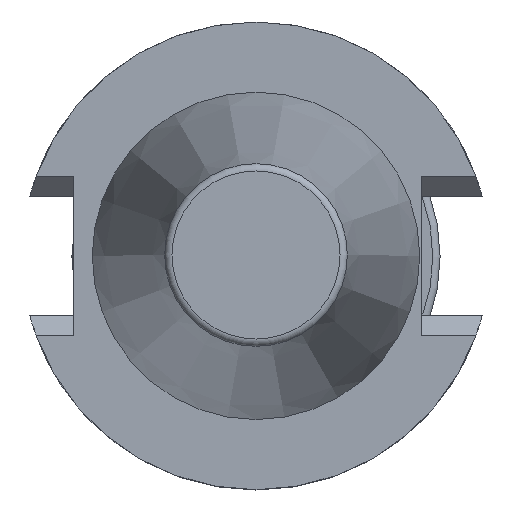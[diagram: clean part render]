
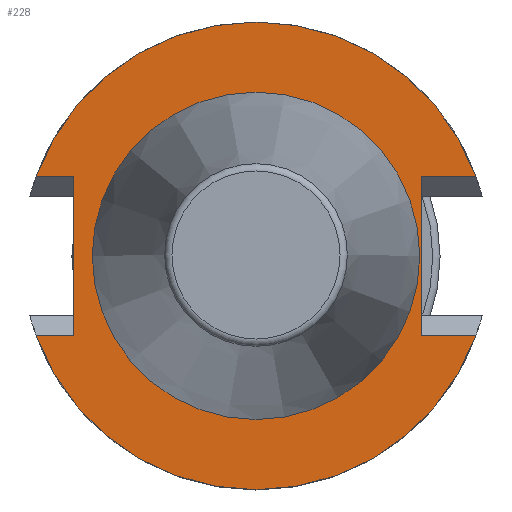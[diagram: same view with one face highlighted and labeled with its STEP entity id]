
A CAD part, top view. The second image highlights one B-rep face of the part: STEP entity #228.
In plain terms, the highlighted planar face has unit normal (0, 0, 1).
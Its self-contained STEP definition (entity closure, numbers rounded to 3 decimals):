
#50=PLANE('',#818);
#107=LINE('',#1240,#152);
#110=LINE('',#1245,#155);
#112=LINE('',#1249,#157);
#113=LINE('',#1251,#158);
#124=LINE('',#1272,#169);
#125=LINE('',#1274,#170);
#152=VECTOR('',#974,1.);
#155=VECTOR('',#979,1.);
#157=VECTOR('',#983,1.);
#158=VECTOR('',#986,1.);
#169=VECTOR('',#1005,1.);
#170=VECTOR('',#1008,1.);
#228=ADVANCED_FACE('CU_FL_SU_5',(#263,#264),#50,.F.);
#263=FACE_BOUND('',#322,.T.);
#264=FACE_BOUND('',#323,.T.);
#322=EDGE_LOOP('',(#499));
#323=EDGE_LOOP('',(#500,#501,#502,#503,#504,#505,#506,#507));
#499=ORIENTED_EDGE('',*,*,#682,.F.);
#500=ORIENTED_EDGE('',*,*,#680,.T.);
#501=ORIENTED_EDGE('',*,*,#681,.T.);
#502=ORIENTED_EDGE('',*,*,#669,.T.);
#503=ORIENTED_EDGE('',*,*,#610,.F.);
#504=ORIENTED_EDGE('',*,*,#668,.F.);
#505=ORIENTED_EDGE('',*,*,#666,.F.);
#506=ORIENTED_EDGE('',*,*,#663,.F.);
#507=ORIENTED_EDGE('',*,*,#660,.F.);
#542=VERTEX_POINT('',#1095);
#544=VERTEX_POINT('',#1098);
#580=VERTEX_POINT('',#1234);
#581=VERTEX_POINT('',#1236);
#582=VERTEX_POINT('',#1241);
#583=VERTEX_POINT('',#1246);
#584=VERTEX_POINT('',#1252);
#589=VERTEX_POINT('',#1271);
#590=VERTEX_POINT('',#1277);
#610=EDGE_CURVE('',#542,#544,#700,.T.);
#660=EDGE_CURVE('',#580,#581,#715,.T.);
#663=EDGE_CURVE('',#581,#582,#107,.T.);
#666=EDGE_CURVE('',#582,#583,#110,.T.);
#668=EDGE_CURVE('',#583,#542,#112,.T.);
#669=EDGE_CURVE('',#584,#544,#113,.T.);
#680=EDGE_CURVE('',#580,#589,#124,.T.);
#681=EDGE_CURVE('',#589,#584,#125,.T.);
#682=EDGE_CURVE('',#590,#590,#716,.T.);
#700=CIRCLE('',#773,31.75);
#715=CIRCLE('',#805,31.75);
#716=CIRCLE('',#817,21.925);
#773=AXIS2_PLACEMENT_3D('',#1097,#878,#879);
#805=AXIS2_PLACEMENT_3D('',#1235,#967,#968);
#817=AXIS2_PLACEMENT_3D('',#1276,#1011,#1012);
#818=AXIS2_PLACEMENT_3D('',#1278,#1013,#1014);
#878=DIRECTION('',(0.,0.,-1.));
#879=DIRECTION('',(-1.,0.,0.));
#967=DIRECTION('',(0.,0.,-1.));
#968=DIRECTION('',(-1.,0.,0.));
#974=DIRECTION('',(1.,0.,0.));
#979=DIRECTION('',(0.,1.,0.));
#983=DIRECTION('',(-1.,0.,0.));
#986=DIRECTION('',(1.,0.,0.));
#1005=DIRECTION('',(-1.,0.,0.));
#1008=DIRECTION('',(0.,1.,0.));
#1011=DIRECTION('',(0.,0.,1.));
#1012=DIRECTION('',(-1.,0.,0.));
#1013=DIRECTION('',(0.,0.,-1.));
#1014=DIRECTION('',(-1.,0.,0.));
#1095=CARTESIAN_POINT('',(-29.859,10.795,-1.));
#1097=CARTESIAN_POINT('',(0.,0.,-1.));
#1098=CARTESIAN_POINT('',(29.859,10.795,-1.));
#1234=CARTESIAN_POINT('',(29.859,-10.795,-1.));
#1235=CARTESIAN_POINT('',(0.,0.,-1.));
#1236=CARTESIAN_POINT('',(-29.859,-10.795,-1.));
#1240=CARTESIAN_POINT('',(0.,-10.795,-1.));
#1241=CARTESIAN_POINT('',(-24.82,-10.795,-1.));
#1245=CARTESIAN_POINT('',(-24.82,21.925,-1.));
#1246=CARTESIAN_POINT('',(-24.82,10.795,-1.));
#1249=CARTESIAN_POINT('',(0.,10.795,-1.));
#1251=CARTESIAN_POINT('',(0.,10.795,-1.));
#1252=CARTESIAN_POINT('',(22.42,10.795,-1.));
#1271=CARTESIAN_POINT('',(22.42,-10.795,-1.));
#1272=CARTESIAN_POINT('',(0.,-10.795,-1.));
#1274=CARTESIAN_POINT('',(22.42,21.925,-1.));
#1276=CARTESIAN_POINT('',(0.,0.,-1.));
#1277=CARTESIAN_POINT('',(-21.925,0.,-1.));
#1278=CARTESIAN_POINT('',(0.,21.925,-1.));
